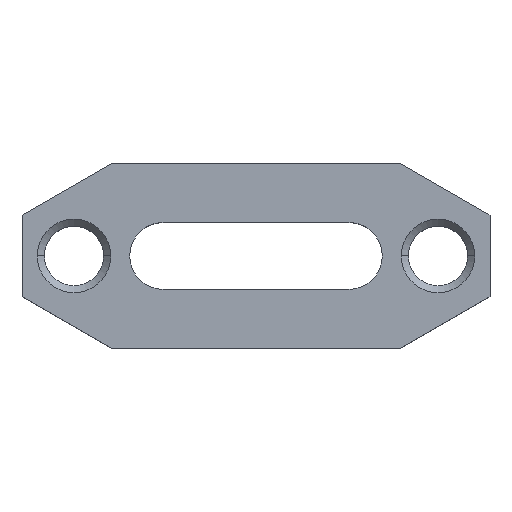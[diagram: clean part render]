
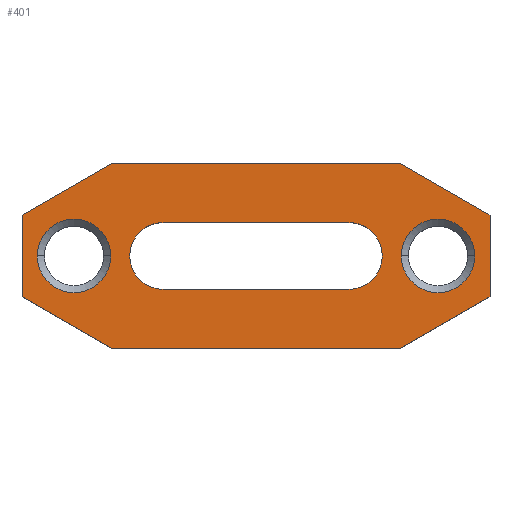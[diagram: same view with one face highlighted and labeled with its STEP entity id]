
A CAD part, top view. The second image highlights one B-rep face of the part: STEP entity #401.
In plain terms, the highlighted planar face has unit normal (0, 0, 1).
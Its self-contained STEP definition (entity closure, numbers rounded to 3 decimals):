
#8 = CARTESIAN_POINT ( 'NONE',  ( -19.376, 12.5, 12. ) ) ;
#9 = CARTESIAN_POINT ( 'NONE',  ( 12.5, -4.5, 12. ) ) ;
#10 = EDGE_CURVE ( 'NONE', #750, #662, #87, .T. ) ;
#11 = CARTESIAN_POINT ( 'NONE',  ( 19.376, 12.5, 12. ) ) ;
#14 = CARTESIAN_POINT ( 'NONE',  ( -24.5, 0., 12. ) ) ;
#28 = LINE ( 'NONE', #443, #790 ) ;
#36 = VERTEX_POINT ( 'NONE', #559 ) ;
#37 = DIRECTION ( 'NONE',  ( 0.866, -0.5, 0. ) ) ;
#45 = EDGE_CURVE ( 'NONE', #317, #300, #824, .T. ) ;
#50 = AXIS2_PLACEMENT_3D ( 'NONE', #772, #147, #481 ) ;
#52 = FACE_BOUND ( 'NONE', #193, .T. ) ;
#59 = CARTESIAN_POINT ( 'NONE',  ( -31.5, 5.5, 12. ) ) ;
#65 = CARTESIAN_POINT ( 'NONE',  ( -24.5, 0., 12. ) ) ;
#68 = VERTEX_POINT ( 'NONE', #165 ) ;
#73 = ORIENTED_EDGE ( 'NONE', *, *, #439, .T. ) ;
#77 = LINE ( 'NONE', #163, #596 ) ;
#81 = EDGE_CURVE ( 'NONE', #787, #485, #182, .T. ) ;
#83 = LINE ( 'NONE', #8, #643 ) ;
#87 = LINE ( 'NONE', #413, #289 ) ;
#90 = DIRECTION ( 'NONE',  ( -1., 0., 0. ) ) ;
#93 = DIRECTION ( 'NONE',  ( -1., 0., 0. ) ) ;
#95 = DIRECTION ( 'NONE',  ( 0., 0., 1. ) ) ;
#104 = VERTEX_POINT ( 'NONE', #623 ) ;
#107 = ORIENTED_EDGE ( 'NONE', *, *, #178, .T. ) ;
#113 = VECTOR ( 'NONE', #205, 1000. ) ;
#122 = EDGE_CURVE ( 'NONE', #68, #787, #773, .T. ) ;
#125 = VECTOR ( 'NONE', #37, 1000. ) ;
#127 = AXIS2_PLACEMENT_3D ( 'NONE', #735, #870, #672 ) ;
#147 = DIRECTION ( 'NONE',  ( 0., 0., -1. ) ) ;
#150 = DIRECTION ( 'NONE',  ( 0., -1., 0. ) ) ;
#156 = EDGE_LOOP ( 'NONE', ( #252, #556, #565, #633, #850, #826, #741, #272 ) ) ;
#162 = DIRECTION ( 'NONE',  ( 1., 0., 0. ) ) ;
#163 = CARTESIAN_POINT ( 'NONE',  ( -31.5, -5.5, 12. ) ) ;
#165 = CARTESIAN_POINT ( 'NONE',  ( 12.5, 4.5, 12. ) ) ;
#175 = EDGE_CURVE ( 'NONE', #570, #278, #766, .T. ) ;
#178 = EDGE_CURVE ( 'NONE', #656, #809, #891, .T. ) ;
#180 = CARTESIAN_POINT ( 'NONE',  ( -12.5, 4.5, 12. ) ) ;
#182 = CIRCLE ( 'NONE', #338, 4.5 ) ;
#187 = FACE_BOUND ( 'NONE', #249, .T. ) ;
#188 = EDGE_CURVE ( 'NONE', #36, #425, #367, .T. ) ;
#193 = EDGE_LOOP ( 'NONE', ( #255, #730, #517, #388, #618 ) ) ;
#195 = CIRCLE ( 'NONE', #874, 4.5 ) ;
#200 = EDGE_CURVE ( 'NONE', #300, #750, #28, .T. ) ;
#205 = DIRECTION ( 'NONE',  ( 0.866, 0.5, 0. ) ) ;
#219 = DIRECTION ( 'NONE',  ( 0., 1., 0. ) ) ;
#231 = CIRCLE ( 'NONE', #50, 4.95 ) ;
#233 = DIRECTION ( 'NONE',  ( 1., 0., 0. ) ) ;
#249 = EDGE_LOOP ( 'NONE', ( #73, #675 ) ) ;
#252 = ORIENTED_EDGE ( 'NONE', *, *, #792, .T. ) ;
#255 = ORIENTED_EDGE ( 'NONE', *, *, #122, .F. ) ;
#258 = AXIS2_PLACEMENT_3D ( 'NONE', #438, #690, #233 ) ;
#272 = ORIENTED_EDGE ( 'NONE', *, *, #188, .T. ) ;
#278 = VERTEX_POINT ( 'NONE', #519 ) ;
#289 = VECTOR ( 'NONE', #93, 1000. ) ;
#298 = DIRECTION ( 'NONE',  ( -1., 0., 0. ) ) ;
#300 = VERTEX_POINT ( 'NONE', #448 ) ;
#305 = CARTESIAN_POINT ( 'NONE',  ( 19.55, 0., 12. ) ) ;
#317 = VERTEX_POINT ( 'NONE', #587 ) ;
#319 = EDGE_CURVE ( 'NONE', #278, #68, #195, .T. ) ;
#321 = CARTESIAN_POINT ( 'NONE',  ( -19.376, -12.5, 12. ) ) ;
#325 = DIRECTION ( 'NONE',  ( 0., 0., -1. ) ) ;
#334 = CARTESIAN_POINT ( 'NONE',  ( -19.376, -12.5, 12. ) ) ;
#338 = AXIS2_PLACEMENT_3D ( 'NONE', #640, #95, #371 ) ;
#341 = DIRECTION ( 'NONE',  ( -1., 0., 0. ) ) ;
#343 = VERTEX_POINT ( 'NONE', #747 ) ;
#348 = ORIENTED_EDGE ( 'NONE', *, *, #483, .T. ) ;
#367 = LINE ( 'NONE', #321, #125 ) ;
#370 = CARTESIAN_POINT ( 'NONE',  ( -12.5, -4.5, 12. ) ) ;
#371 = DIRECTION ( 'NONE',  ( 1., 0., 0. ) ) ;
#374 = VECTOR ( 'NONE', #219, 1000. ) ;
#377 = CARTESIAN_POINT ( 'NONE',  ( -19.376, 12.5, 12. ) ) ;
#388 = ORIENTED_EDGE ( 'NONE', *, *, #673, .F. ) ;
#396 = PLANE ( 'NONE',  #127 ) ;
#401 = ADVANCED_FACE ( 'NONE', ( #797, #187, #739, #52 ), #396, .T. ) ;
#411 = CIRCLE ( 'NONE', #477, 4.95 ) ;
#413 = CARTESIAN_POINT ( 'NONE',  ( -19.376, 12.5, 12. ) ) ;
#425 = VERTEX_POINT ( 'NONE', #334 ) ;
#429 = CARTESIAN_POINT ( 'NONE',  ( 31.5, -5.5, 12. ) ) ;
#431 = DIRECTION ( 'NONE',  ( 0., 0., -1. ) ) ;
#435 = CARTESIAN_POINT ( 'NONE',  ( -19.55, 0., 12. ) ) ;
#438 = CARTESIAN_POINT ( 'NONE',  ( -12.5, 0., 12. ) ) ;
#439 = EDGE_CURVE ( 'NONE', #493, #343, #863, .T. ) ;
#442 = AXIS2_PLACEMENT_3D ( 'NONE', #65, #325, #341 ) ;
#443 = CARTESIAN_POINT ( 'NONE',  ( 19.376, 12.5, 12. ) ) ;
#448 = CARTESIAN_POINT ( 'NONE',  ( 31.5, 5.5, 12. ) ) ;
#468 = VERTEX_POINT ( 'NONE', #59 ) ;
#469 = EDGE_CURVE ( 'NONE', #343, #493, #411, .T. ) ;
#474 = CARTESIAN_POINT ( 'NONE',  ( 19.376, -12.5, 12. ) ) ;
#475 = EDGE_CURVE ( 'NONE', #104, #317, #635, .T. ) ;
#477 = AXIS2_PLACEMENT_3D ( 'NONE', #14, #502, #298 ) ;
#481 = DIRECTION ( 'NONE',  ( -1., 0., 0. ) ) ;
#483 = EDGE_CURVE ( 'NONE', #809, #656, #231, .T. ) ;
#485 = VERTEX_POINT ( 'NONE', #707 ) ;
#493 = VERTEX_POINT ( 'NONE', #435 ) ;
#502 = DIRECTION ( 'NONE',  ( 0., 0., -1. ) ) ;
#517 = ORIENTED_EDGE ( 'NONE', *, *, #175, .F. ) ;
#519 = CARTESIAN_POINT ( 'NONE',  ( 12.5, -4.5, 12. ) ) ;
#528 = DIRECTION ( 'NONE',  ( 0., 0., 1. ) ) ;
#553 = VECTOR ( 'NONE', #561, 1000. ) ;
#556 = ORIENTED_EDGE ( 'NONE', *, *, #475, .T. ) ;
#559 = CARTESIAN_POINT ( 'NONE',  ( -31.5, -5.5, 12. ) ) ;
#561 = DIRECTION ( 'NONE',  ( -1., 0., 0. ) ) ;
#565 = ORIENTED_EDGE ( 'NONE', *, *, #45, .T. ) ;
#567 = CARTESIAN_POINT ( 'NONE',  ( 12.5, 4.5, 12. ) ) ;
#570 = VERTEX_POINT ( 'NONE', #370 ) ;
#575 = AXIS2_PLACEMENT_3D ( 'NONE', #841, #431, #90 ) ;
#587 = CARTESIAN_POINT ( 'NONE',  ( 31.5, -5.5, 12. ) ) ;
#596 = VECTOR ( 'NONE', #150, 1000. ) ;
#608 = VECTOR ( 'NONE', #794, 1000. ) ;
#609 = EDGE_CURVE ( 'NONE', #662, #468, #83, .T. ) ;
#617 = DIRECTION ( 'NONE',  ( -0.866, -0.5, 0. ) ) ;
#618 = ORIENTED_EDGE ( 'NONE', *, *, #81, .F. ) ;
#623 = CARTESIAN_POINT ( 'NONE',  ( 19.376, -12.5, 12. ) ) ;
#633 = ORIENTED_EDGE ( 'NONE', *, *, #200, .T. ) ;
#635 = LINE ( 'NONE', #474, #113 ) ;
#640 = CARTESIAN_POINT ( 'NONE',  ( -12.5, 0., 12. ) ) ;
#641 = VECTOR ( 'NONE', #162, 1000. ) ;
#643 = VECTOR ( 'NONE', #617, 1000. ) ;
#656 = VERTEX_POINT ( 'NONE', #305 ) ;
#662 = VERTEX_POINT ( 'NONE', #377 ) ;
#672 = DIRECTION ( 'NONE',  ( 1., 0., 0. ) ) ;
#673 = EDGE_CURVE ( 'NONE', #485, #570, #876, .T. ) ;
#675 = ORIENTED_EDGE ( 'NONE', *, *, #469, .T. ) ;
#690 = DIRECTION ( 'NONE',  ( 0., 0., 1. ) ) ;
#693 = EDGE_CURVE ( 'NONE', #468, #36, #77, .T. ) ;
#707 = CARTESIAN_POINT ( 'NONE',  ( -17., 0., 12. ) ) ;
#724 = DIRECTION ( 'NONE',  ( -0.866, 0.5, 0. ) ) ;
#730 = ORIENTED_EDGE ( 'NONE', *, *, #319, .F. ) ;
#735 = CARTESIAN_POINT ( 'NONE',  ( 31.5, -12.5, 12. ) ) ;
#739 = FACE_OUTER_BOUND ( 'NONE', #156, .T. ) ;
#741 = ORIENTED_EDGE ( 'NONE', *, *, #693, .T. ) ;
#747 = CARTESIAN_POINT ( 'NONE',  ( -29.45, 0., 12. ) ) ;
#750 = VERTEX_POINT ( 'NONE', #11 ) ;
#763 = EDGE_LOOP ( 'NONE', ( #348, #107 ) ) ;
#766 = LINE ( 'NONE', #9, #641 ) ;
#772 = CARTESIAN_POINT ( 'NONE',  ( 24.5, 0., 12. ) ) ;
#773 = LINE ( 'NONE', #567, #553 ) ;
#785 = CARTESIAN_POINT ( 'NONE',  ( -19.376, -12.5, 12. ) ) ;
#787 = VERTEX_POINT ( 'NONE', #180 ) ;
#789 = LINE ( 'NONE', #785, #608 ) ;
#790 = VECTOR ( 'NONE', #724, 1000. ) ;
#792 = EDGE_CURVE ( 'NONE', #425, #104, #789, .T. ) ;
#794 = DIRECTION ( 'NONE',  ( 1., 0., 0. ) ) ;
#797 = FACE_BOUND ( 'NONE', #763, .T. ) ;
#809 = VERTEX_POINT ( 'NONE', #856 ) ;
#824 = LINE ( 'NONE', #429, #374 ) ;
#826 = ORIENTED_EDGE ( 'NONE', *, *, #609, .T. ) ;
#841 = CARTESIAN_POINT ( 'NONE',  ( 24.5, 0., 12. ) ) ;
#850 = ORIENTED_EDGE ( 'NONE', *, *, #10, .T. ) ;
#852 = CARTESIAN_POINT ( 'NONE',  ( 12.5, 0., 12. ) ) ;
#856 = CARTESIAN_POINT ( 'NONE',  ( 29.45, 0., 12. ) ) ;
#863 = CIRCLE ( 'NONE', #442, 4.95 ) ;
#865 = DIRECTION ( 'NONE',  ( 1., 0., 0. ) ) ;
#870 = DIRECTION ( 'NONE',  ( 0., 0., 1. ) ) ;
#874 = AXIS2_PLACEMENT_3D ( 'NONE', #852, #528, #865 ) ;
#876 = CIRCLE ( 'NONE', #258, 4.5 ) ;
#891 = CIRCLE ( 'NONE', #575, 4.95 ) ;
